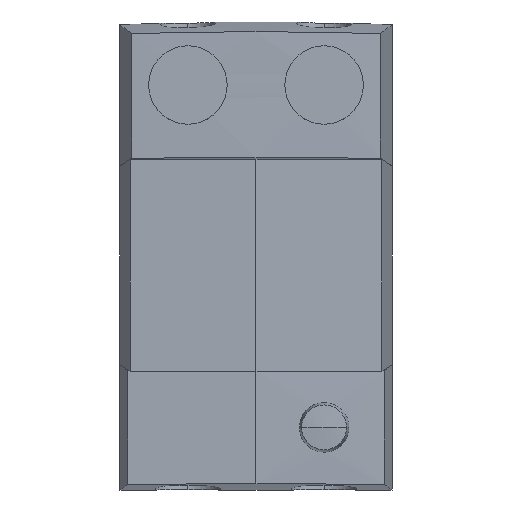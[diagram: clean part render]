
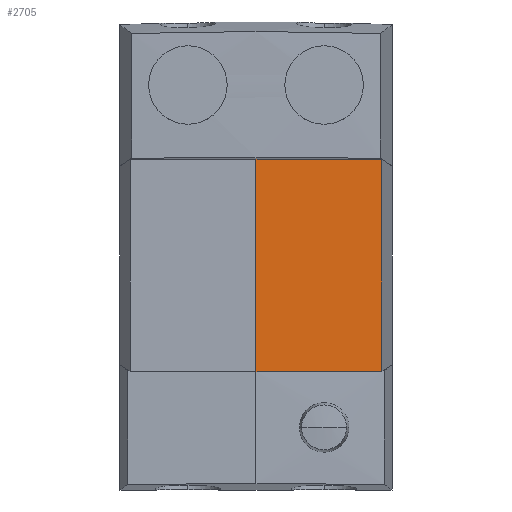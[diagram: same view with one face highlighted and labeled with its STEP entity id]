
A CAD part, top view. The second image highlights one B-rep face of the part: STEP entity #2705.
In plain terms, the highlighted cylindrical face has radius 2500 mm (diameter 5000 mm), a partial arc.
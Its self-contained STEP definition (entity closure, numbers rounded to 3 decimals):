
#63 = AXIS2_PLACEMENT_3D ( 'NONE', #3209, #458, #4542 ) ;
#279 = CARTESIAN_POINT ( 'NONE',  ( 115.59, 97.161, 92.508 ) ) ;
#458 = DIRECTION ( 'NONE',  ( 0., 1., 0. ) ) ;
#498 = CARTESIAN_POINT ( 'NONE',  ( 115.59, -97.161, 92.508 ) ) ;
#720 = CARTESIAN_POINT ( 'NONE',  ( 0., -97.525, 95.182 ) ) ;
#728 = CARTESIAN_POINT ( 'NONE',  ( 0., -105., 95.182 ) ) ;
#786 = EDGE_LOOP ( 'NONE', ( #3369, #3262, #2092, #3134 ) ) ;
#1020 = EDGE_CURVE ( 'NONE', #2432, #1920, #5304, .T. ) ;
#1222 = CYLINDRICAL_SURFACE ( 'NONE', #63, 2500. ) ;
#1250 = VERTEX_POINT ( 'NONE', #4307 ) ;
#1260 = CARTESIAN_POINT ( 'NONE',  ( 0., 97.525, 95.182 ) ) ;
#1733 = LINE ( 'NONE', #3508, #3275 ) ;
#1760 = FACE_OUTER_BOUND ( 'NONE', #786, .T. ) ;
#1920 = VERTEX_POINT ( 'NONE', #279 ) ;
#1944 = EDGE_CURVE ( 'NONE', #5749, #2432, #5803, .T. ) ;
#1959 = B_SPLINE_CURVE_WITH_KNOTS ( 'NONE', 3,
 ( #498, #2361, #2422, #3764, #3635 ),
 .UNSPECIFIED., .F., .F.,
 ( 4, 1, 4 ),
 ( 9.449, 9.507, 9.564 ),
 .UNSPECIFIED. ) ;
#2086 = DIRECTION ( 'NONE',  ( 0., 1., 0. ) ) ;
#2092 = ORIENTED_EDGE ( 'NONE', *, *, #4551, .T. ) ;
#2205 = EDGE_CURVE ( 'NONE', #1250, #5749, #1959, .T. ) ;
#2361 = CARTESIAN_POINT ( 'NONE',  ( 96.293, -97.282, 93.402 ) ) ;
#2422 = CARTESIAN_POINT ( 'NONE',  ( 57.731, -97.464, 94.738 ) ) ;
#2432 = VERTEX_POINT ( 'NONE', #1260 ) ;
#2705 = ADVANCED_FACE ( 'NONE', ( #1760 ), #1222, .T. ) ;
#3134 = ORIENTED_EDGE ( 'NONE', *, *, #1020, .F. ) ;
#3209 = CARTESIAN_POINT ( 'NONE',  ( 0., -105., -2404.818 ) ) ;
#3262 = ORIENTED_EDGE ( 'NONE', *, *, #2205, .F. ) ;
#3275 = VECTOR ( 'NONE', #5857, 1000. ) ;
#3340 = CARTESIAN_POINT ( 'NONE',  ( 38.53, 97.525, 95.182 ) ) ;
#3369 = ORIENTED_EDGE ( 'NONE', *, *, #1944, .F. ) ;
#3508 = CARTESIAN_POINT ( 'NONE',  ( 115.59, -105., 92.508 ) ) ;
#3635 = CARTESIAN_POINT ( 'NONE',  ( 0., -97.525, 95.182 ) ) ;
#3764 = CARTESIAN_POINT ( 'NONE',  ( 19.233, -97.525, 95.182 ) ) ;
#3889 = CARTESIAN_POINT ( 'NONE',  ( 0., 97.525, 95.182 ) ) ;
#4041 = VECTOR ( 'NONE', #2086, 1000. ) ;
#4307 = CARTESIAN_POINT ( 'NONE',  ( 115.59, -97.161, 92.508 ) ) ;
#4345 = CARTESIAN_POINT ( 'NONE',  ( 115.59, 97.161, 92.508 ) ) ;
#4542 = DIRECTION ( 'NONE',  ( 0., 0., 1. ) ) ;
#4551 = EDGE_CURVE ( 'NONE', #1250, #1920, #1733, .T. ) ;
#5221 = CARTESIAN_POINT ( 'NONE',  ( 77.06, 97.402, 94.292 ) ) ;
#5304 = B_SPLINE_CURVE_WITH_KNOTS ( 'NONE', 3,
 ( #3889, #3340, #5221, #4345 ),
 .UNSPECIFIED., .F., .F.,
 ( 4, 4 ),
 ( 0.13, 0.246 ),
 .UNSPECIFIED. ) ;
#5749 = VERTEX_POINT ( 'NONE', #720 ) ;
#5803 = LINE ( 'NONE', #728, #4041 ) ;
#5857 = DIRECTION ( 'NONE',  ( 0., 1., 0. ) ) ;
